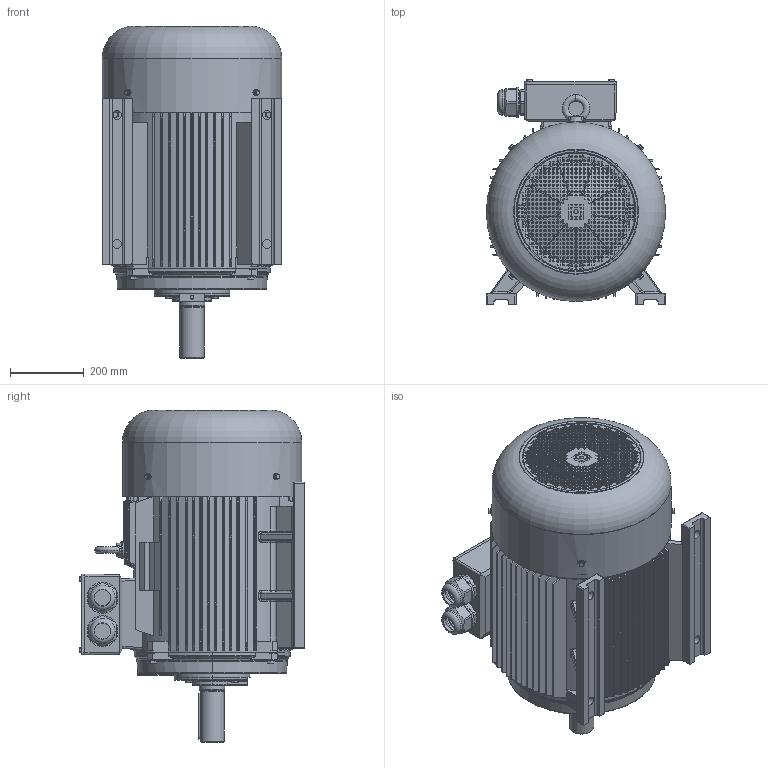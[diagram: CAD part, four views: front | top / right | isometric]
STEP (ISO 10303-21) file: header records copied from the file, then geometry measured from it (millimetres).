
FILE_DESCRIPTION(/* description */ (''),/* implementation_level */ '2;1');
FILE_NAME(/* name */ 'JM3-250M-4.6.8-B3.stp',/* time_stamp */ '2016-06-24T14:51:01+08:00',/* author */ (''),/* organization */ (''),/* preprocessor_version */ 'ST-DEVELOPER v15',/* originating_system */ 'SIEMENS PLM Software NX 8.5',/* authorisation */ '');
FILE_SCHEMA (('AUTOMOTIVE_DESIGN { 1 0 10303 214 3 1 1 1 }'));
Length unit declared in the file: millimetre
Products named in the file (1): pc119446389byr
Bounding box: 485 x 608.8 x 898 mm (x, y, z)
Volume: 29293036.8 mm3; surface area: 6020941.9 mm2
Topology: 58 solids, 58 shells, 5337 faces, 14819 edges, 9768 vertices
Faces by surface type: plane 3730, cylinder 935, cone 362, torus 258, bspline 48, sphere 4
Full cylindrical faces by diameter (mm): 7.188 x4, 8 x8, 8.4 x4, 9.026 x8, 10 x9, 10.863 x8, 11.2 x8, 12 x8, 12.6 x8, 16 x4, 20 x1, 24 x4, 43.312 x2, 51.188 x4, 61.031 x12, 63 x5, 64 x1, 64.969 x12, 65 x1, 67.922 x2, 69 x1, 70 x4, 82 x2, 83.672 x2, 90 x4, 270 x1, 481 x1, 485 x1
Entity records: 186477 total; most frequent: CARTESIAN_POINT 43568, ORIENTED_EDGE 28846, DIRECTION 25998, EDGE_CURVE 14423, LINE 10472, VECTOR 10472, VERTEX_POINT 9640, AXIS2_PLACEMENT_3D 7763
